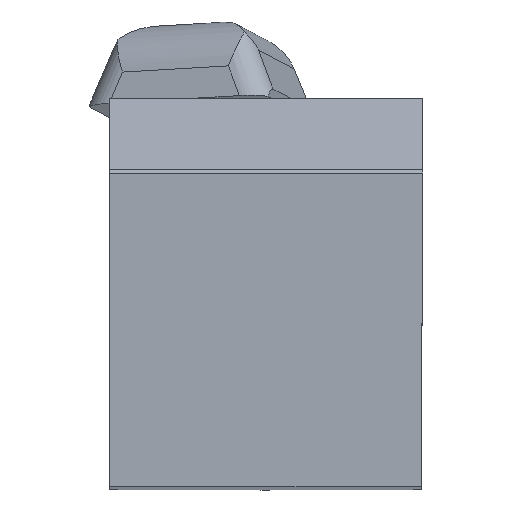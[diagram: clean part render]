
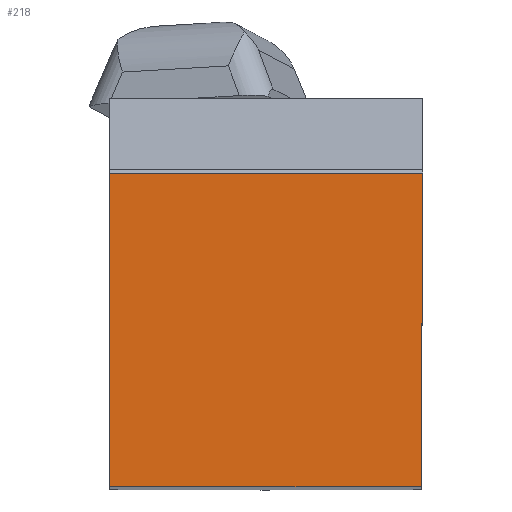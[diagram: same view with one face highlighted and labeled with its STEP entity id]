
A CAD part, top view. The second image highlights one B-rep face of the part: STEP entity #218.
In plain terms, the highlighted planar face has unit normal (0, 0, 1).
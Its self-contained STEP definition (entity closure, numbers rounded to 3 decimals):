
#149=FACE_OUTER_BOUND('',#645,.T.);
#218=ADVANCED_FACE('BLANK_BOXF006',(#149),#280,.F.);
#280=PLANE('',#1539);
#352=LINE('',#2160,#498);
#389=LINE('',#2254,#535);
#390=LINE('',#2256,#536);
#391=LINE('',#2258,#537);
#498=VECTOR('',#1704,1.);
#535=VECTOR('',#1785,1.);
#536=VECTOR('',#1786,1.);
#537=VECTOR('',#1787,1.);
#645=EDGE_LOOP('',(#831,#832,#833,#834));
#831=ORIENTED_EDGE('',*,*,#1252,.F.);
#832=ORIENTED_EDGE('',*,*,#1300,.F.);
#833=ORIENTED_EDGE('',*,*,#1301,.F.);
#834=ORIENTED_EDGE('',*,*,#1302,.F.);
#1115=VERTEX_POINT('',#2159);
#1116=VERTEX_POINT('',#2161);
#1151=VERTEX_POINT('',#2255);
#1152=VERTEX_POINT('',#2257);
#1252=EDGE_CURVE('',#1115,#1116,#352,.T.);
#1300=EDGE_CURVE('',#1151,#1115,#389,.T.);
#1301=EDGE_CURVE('',#1152,#1151,#390,.T.);
#1302=EDGE_CURVE('',#1116,#1152,#391,.T.);
#1539=AXIS2_PLACEMENT_3D('',#2259,#1788,#1789);
#1704=DIRECTION('',(0.,1.,0.));
#1785=DIRECTION('',(-1.,0.,0.));
#1786=DIRECTION('',(-0.004,-1.,0.));
#1787=DIRECTION('',(1.,0.,0.));
#1788=DIRECTION('',(0.,0.,-1.));
#1789=DIRECTION('',(-1.,0.,0.));
#2159=CARTESIAN_POINT('',(-24.875,0.,0.));
#2160=CARTESIAN_POINT('',(-24.875,-166.35,0.));
#2161=CARTESIAN_POINT('',(-24.875,24.875,0.));
#2254=CARTESIAN_POINT('',(166.35,0.,0.));
#2255=CARTESIAN_POINT('',(-0.109,0.,0.));
#2256=CARTESIAN_POINT('',(0.617,166.348,0.));
#2257=CARTESIAN_POINT('',(0.,24.875,0.));
#2258=CARTESIAN_POINT('',(-166.35,24.875,0.));
#2259=CARTESIAN_POINT('',(-29.875,-5.,0.));
